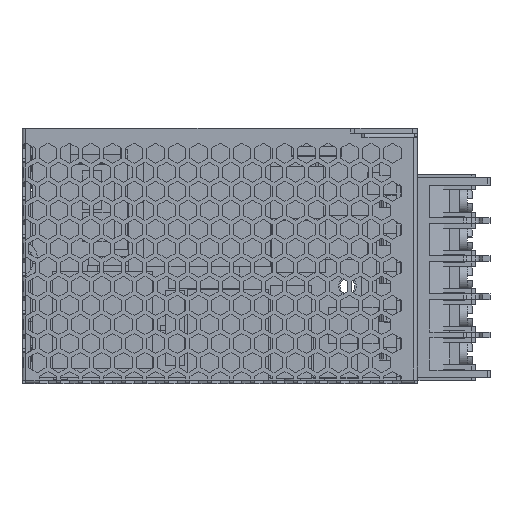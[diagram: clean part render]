
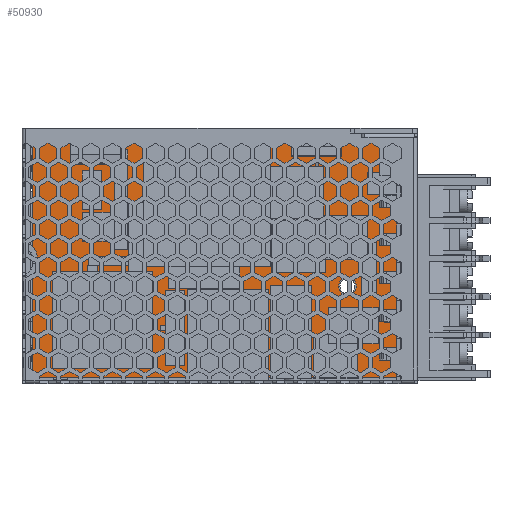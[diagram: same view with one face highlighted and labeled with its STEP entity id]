
A CAD part, top view. The second image highlights one B-rep face of the part: STEP entity #50930.
In plain terms, the highlighted planar face has unit normal (0, 0, 1).
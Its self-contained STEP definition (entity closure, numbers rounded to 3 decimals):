
#50626=CARTESIAN_POINT('',(-38.225,22.567,5.6));
#50627=CARTESIAN_POINT('',(-38.225,22.676,5.6));
#50628=CARTESIAN_POINT('',(-38.193,22.88,5.6));
#50629=CARTESIAN_POINT('',(-38.049,23.167,5.6));
#50630=CARTESIAN_POINT('',(-37.825,23.393,5.6));
#50631=CARTESIAN_POINT('',(-37.54,23.54,5.6));
#50632=CARTESIAN_POINT('',(-37.334,23.574,5.6));
#50633=CARTESIAN_POINT('',(-37.225,23.575,5.6));
#50635=DIRECTION('',(1.,0.,0.));
#50636=VECTOR('',#50635,74.45);
#50637=CARTESIAN_POINT('',(-37.225,23.575,5.6));
#50638=LINE('',#50637,#50636);
#50639=CARTESIAN_POINT('',(37.195,22.095,5.6));
#50640=DIRECTION('',(0.,0.,-1.));
#50641=DIRECTION('',(0.02,1.,0.));
#50642=AXIS2_PLACEMENT_3D('',#50639,#50640,#50641);
#50644=CARTESIAN_POINT('',(37.195,22.095,5.6));
#50645=DIRECTION('',(0.,0.,-1.));
#50646=DIRECTION('',(1.,0.,0.));
#50647=AXIS2_PLACEMENT_3D('',#50644,#50645,#50646);
#50649=DIRECTION('',(0.,-1.,0.));
#50650=VECTOR('',#50649,46.69);
#50651=CARTESIAN_POINT('',(38.675,22.065,5.6));
#50652=LINE('',#50651,#50650);
#50653=DIRECTION('',(-1.,0.,0.));
#50654=VECTOR('',#50653,75.9);
#50655=CARTESIAN_POINT('',(38.675,-24.625,5.6));
#50656=LINE('',#50655,#50654);
#50657=CARTESIAN_POINT('',(-37.23,-23.63,5.6));
#50658=DIRECTION('',(0.,0.,-1.));
#50659=DIRECTION('',(0.005,-1.,0.));
#50660=AXIS2_PLACEMENT_3D('',#50657,#50658,#50659);
#50662=DIRECTION('',(0.,1.,0.));
#50663=VECTOR('',#50662,46.202);
#50664=CARTESIAN_POINT('',(-38.225,-23.635,5.6));
#50665=LINE('',#50664,#50663);
#50666=CARTESIAN_POINT('',(24.7,-6.35,5.6));
#50667=DIRECTION('',(0.,0.,1.));
#50668=DIRECTION('',(1.,0.,0.));
#50669=AXIS2_PLACEMENT_3D('',#50666,#50667,#50668);
#50671=CARTESIAN_POINT('',(24.7,-6.35,5.6));
#50672=DIRECTION('',(0.,0.,1.));
#50673=DIRECTION('',(-1.,0.,0.));
#50674=AXIS2_PLACEMENT_3D('',#50671,#50672,#50673);
#50702=CARTESIAN_POINT('',(-37.225,23.575,5.6));
#50703=VERTEX_POINT('',#50702);
#50704=CARTESIAN_POINT('',(37.225,23.575,5.6));
#50705=VERTEX_POINT('',#50704);
#50706=CARTESIAN_POINT('',(38.675,22.065,5.6));
#50707=VERTEX_POINT('',#50706);
#50708=CARTESIAN_POINT('',(38.675,-24.625,5.6));
#50709=VERTEX_POINT('',#50708);
#50710=CARTESIAN_POINT('',(-37.225,-24.625,5.6));
#50711=VERTEX_POINT('',#50710);
#50712=CARTESIAN_POINT('',(-38.225,-23.635,5.6));
#50713=VERTEX_POINT('',#50712);
#50714=CARTESIAN_POINT('',(-38.225,22.567,5.6));
#50715=VERTEX_POINT('',#50714);
#50716=CARTESIAN_POINT('',(38.675,22.095,5.6));
#50717=VERTEX_POINT('',#50716);
#50718=CARTESIAN_POINT('',(26.45,-6.35,5.6));
#50719=CARTESIAN_POINT('',(22.95,-6.35,5.6));
#50720=VERTEX_POINT('',#50718);
#50721=VERTEX_POINT('',#50719);
#50909=CARTESIAN_POINT('',(0.225,-0.525,5.6));
#50910=DIRECTION('',(0.,0.,1.));
#50911=DIRECTION('',(1.,0.,0.));
#50912=AXIS2_PLACEMENT_3D('',#50909,#50910,#50911);
#50913=PLANE('',#50912);
#50914=ORIENTED_EDGE('',*,*,#50767,.T.);
#50915=ORIENTED_EDGE('',*,*,#50789,.T.);
#50916=ORIENTED_EDGE('',*,*,#50813,.T.);
#50917=ORIENTED_EDGE('',*,*,#50811,.T.);
#50918=ORIENTED_EDGE('',*,*,#50834,.T.);
#50919=ORIENTED_EDGE('',*,*,#50855,.T.);
#50920=ORIENTED_EDGE('',*,*,#50876,.T.);
#50921=ORIENTED_EDGE('',*,*,#50896,.T.);
#50922=EDGE_LOOP('',(#50914,#50915,#50916,#50917,#50918,#50919,#50920,#50921));
#50923=FACE_OUTER_BOUND('',#50922,.F.);
#50925=ORIENTED_EDGE('',*,*,#50924,.T.);
#50927=ORIENTED_EDGE('',*,*,#50926,.T.);
#50928=EDGE_LOOP('',(#50925,#50927));
#50929=FACE_BOUND('',#50928,.F.);
#50634=B_SPLINE_CURVE_WITH_KNOTS('',3,(#50626,#50627,#50628,#50629,#50630,
#50631,#50632,#50633),.UNSPECIFIED.,.F.,.F.,(4,1,1,1,1,4),(0.,0.2,0.4,
0.6,0.8,1.),.UNSPECIFIED.);
#50643=CIRCLE('',#50642,1.48);
#50648=CIRCLE('',#50647,1.48);
#50661=CIRCLE('',#50660,0.995);
#50670=CIRCLE('',#50669,1.75);
#50675=CIRCLE('',#50674,1.75);
#50767=EDGE_CURVE('',#50715,#50703,#50634,.T.);
#50789=EDGE_CURVE('',#50703,#50705,#50638,.T.);
#50811=EDGE_CURVE('',#50717,#50707,#50648,.T.);
#50813=EDGE_CURVE('',#50705,#50717,#50643,.T.);
#50834=EDGE_CURVE('',#50707,#50709,#50652,.T.);
#50855=EDGE_CURVE('',#50709,#50711,#50656,.T.);
#50876=EDGE_CURVE('',#50711,#50713,#50661,.T.);
#50896=EDGE_CURVE('',#50713,#50715,#50665,.T.);
#50924=EDGE_CURVE('',#50720,#50721,#50670,.T.);
#50926=EDGE_CURVE('',#50721,#50720,#50675,.T.);
#50930=ADVANCED_FACE('',(#50923,#50929),#50913,.T.);
